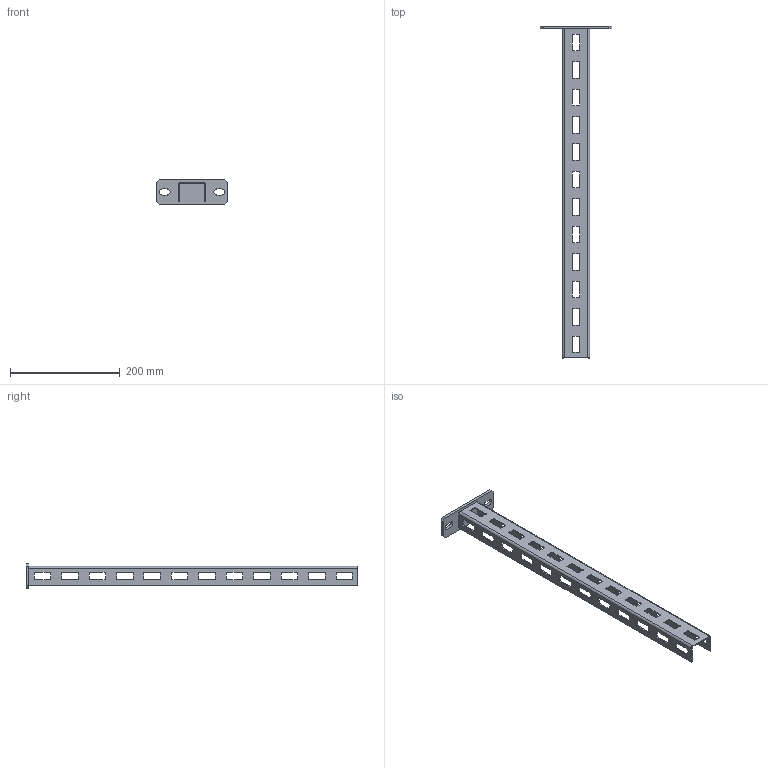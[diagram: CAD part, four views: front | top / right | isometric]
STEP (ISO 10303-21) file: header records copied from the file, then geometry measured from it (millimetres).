
FILE_DESCRIPTION((''),'2;1');
FILE_NAME('752006_ASM','2020-10-15T11:41:44',('tomas'),(''),'CREO PARAMETRIC BY PTC INC, 2019352','CREO PARAMETRIC BY PTC INC, 2019352','');
FILE_SCHEMA(('CONFIG_CONTROL_DESIGN'));
Length unit declared in the file: millimetre
Products named in the file (3): WPCB1_PRT; WPCB600_PRT; 752006_ASM
Assembly tree (2 placements, depth 2):
  752006_ASM
    WPCB1_PRT
    WPCB600_PRT
Bounding box: 130 x 605 x 45 mm (x, y, z)
Volume: 135151.2 mm3; surface area: 130054.5 mm2
Topology: 2 solids, 2 shells, 320 faces, 948 edges, 632 vertices
Faces by surface type: plane 168, cylinder 152
Entity records: 11016 total; most frequent: CARTESIAN_POINT 1905, DIRECTION 1902, ORIENTED_EDGE 1896, EDGE_CURVE 948, VECTOR 644, LINE 644, VERTEX_POINT 632, AXIS2_PLACEMENT_3D 629
